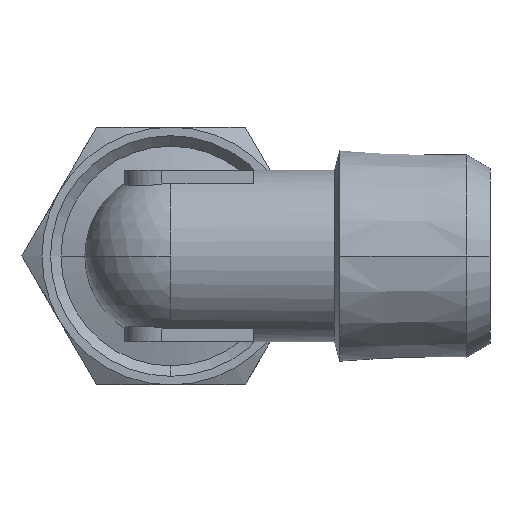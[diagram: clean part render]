
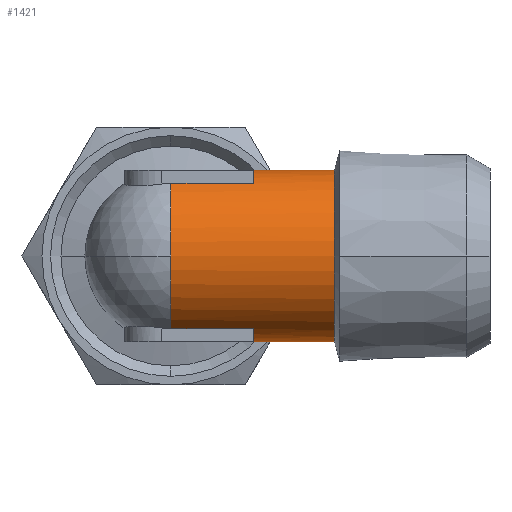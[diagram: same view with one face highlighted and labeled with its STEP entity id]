
A CAD part, left-side view. The second image highlights one B-rep face of the part: STEP entity #1421.
In plain terms, the highlighted cylindrical face has radius 7 mm (diameter 14 mm), a partial arc.
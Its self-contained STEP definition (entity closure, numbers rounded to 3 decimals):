
#58 = EDGE_LOOP ( 'NONE', ( #848, #849, #850, #851, #852, #853, #854, #855, #856 ) ) ;
#123 = FACE_OUTER_BOUND ( 'NONE', #58, .T. ) ;
#125 = CYLINDRICAL_SURFACE ( 'NONE', #1152, 7. ) ;
#358 = DIRECTION ( 'NONE',  ( 0., -1., 0. ) ) ;
#383 = CARTESIAN_POINT ( 'NONE',  ( -3.75, 0., 5.911 ) ) ;
#387 = CARTESIAN_POINT ( 'NONE',  ( 0., 13.67, 0. ) ) ;
#388 = DIRECTION ( 'NONE',  ( 0., -1., 0. ) ) ;
#389 = DIRECTION ( 'NONE',  ( 0., 0., -1. ) ) ;
#390 = DIRECTION ( 'NONE',  ( 0., 1., 0. ) ) ;
#391 = CARTESIAN_POINT ( 'NONE',  ( -3.75, 0., -5.911 ) ) ;
#392 = CARTESIAN_POINT ( 'NONE',  ( 0., 20.25, 0. ) ) ;
#393 = DIRECTION ( 'NONE',  ( 0., -1., 0. ) ) ;
#394 = DIRECTION ( 'NONE',  ( 0., 0., 1. ) ) ;
#395 = CARTESIAN_POINT ( 'NONE',  ( 0., 27., 0. ) ) ;
#396 = DIRECTION ( 'NONE',  ( 0., -1., 0. ) ) ;
#397 = DIRECTION ( 'NONE',  ( 0., 0., -1. ) ) ;
#398 = CARTESIAN_POINT ( 'NONE',  ( 0., 20.25, 0. ) ) ;
#399 = DIRECTION ( 'NONE',  ( 0., -1., 0. ) ) ;
#400 = DIRECTION ( 'NONE',  ( 0., 0., 1. ) ) ;
#469 = DIRECTION ( 'NONE',  ( 0., -1., 0. ) ) ;
#480 = EDGE_CURVE ( 'NONE', #991, #988, #1695, .T. ) ;
#481 = EDGE_CURVE ( 'NONE', #1033, #998, #1694, .T. ) ;
#482 = EDGE_CURVE ( 'NONE', #996, #1033, #1687, .T. ) ;
#483 = EDGE_CURVE ( 'NONE', #1058, #997, #1697, .T. ) ;
#484 = EDGE_CURVE ( 'NONE', #1057, #1058, #1699, .T. ) ;
#485 = EDGE_CURVE ( 'NONE', #1003, #1057, #1700, .T. ) ;
#571 = EDGE_CURVE ( 'NONE', #998, #988, #1792, .T. ) ;
#572 = EDGE_CURVE ( 'NONE', #1003, #991, #1793, .T. ) ;
#579 = EDGE_CURVE ( 'NONE', #997, #996, #1801, .T. ) ;
#644 = AXIS2_PLACEMENT_3D ( 'NONE', #387, #388, #389 ) ;
#645 = AXIS2_PLACEMENT_3D ( 'NONE', #392, #393, #394 ) ;
#646 = AXIS2_PLACEMENT_3D ( 'NONE', #395, #396, #397 ) ;
#647 = AXIS2_PLACEMENT_3D ( 'NONE', #398, #399, #400 ) ;
#691 = AXIS2_PLACEMENT_3D ( 'NONE', #2071, #469, #2072 ) ;
#848 = ORIENTED_EDGE ( 'NONE', *, *, #572, .F. ) ;
#849 = ORIENTED_EDGE ( 'NONE', *, *, #485, .T. ) ;
#850 = ORIENTED_EDGE ( 'NONE', *, *, #484, .T. ) ;
#851 = ORIENTED_EDGE ( 'NONE', *, *, #483, .T. ) ;
#852 = ORIENTED_EDGE ( 'NONE', *, *, #579, .T. ) ;
#853 = ORIENTED_EDGE ( 'NONE', *, *, #482, .T. ) ;
#854 = ORIENTED_EDGE ( 'NONE', *, *, #481, .T. ) ;
#855 = ORIENTED_EDGE ( 'NONE', *, *, #571, .T. ) ;
#856 = ORIENTED_EDGE ( 'NONE', *, *, #480, .F. ) ;
#988 = VERTEX_POINT ( 'NONE', #1556 ) ;
#991 = VERTEX_POINT ( 'NONE', #1559 ) ;
#996 = VERTEX_POINT ( 'NONE', #1564 ) ;
#997 = VERTEX_POINT ( 'NONE', #1565 ) ;
#998 = VERTEX_POINT ( 'NONE', #1566 ) ;
#1003 = VERTEX_POINT ( 'NONE', #1571 ) ;
#1033 = VERTEX_POINT ( 'NONE', #1601 ) ;
#1057 = VERTEX_POINT ( 'NONE', #1625 ) ;
#1058 = VERTEX_POINT ( 'NONE', #1626 ) ;
#1152 = AXIS2_PLACEMENT_3D ( 'NONE', #1461, #1462, #1459 ) ;
#1421 = ADVANCED_FACE ( 'NONE', ( #123 ), #125, .T. ) ;
#1459 = DIRECTION ( 'NONE',  ( 0., 0., -1. ) ) ;
#1461 = CARTESIAN_POINT ( 'NONE',  ( 0., 0., 0. ) ) ;
#1462 = DIRECTION ( 'NONE',  ( 0., -1., 0. ) ) ;
#1556 = CARTESIAN_POINT ( 'NONE',  ( 0., 13.67, -7. ) ) ;
#1559 = CARTESIAN_POINT ( 'NONE',  ( 0., 13.67, 7. ) ) ;
#1564 = CARTESIAN_POINT ( 'NONE',  ( -3.75, 27., -5.911 ) ) ;
#1565 = CARTESIAN_POINT ( 'NONE',  ( -7., 27., 0. ) ) ;
#1566 = CARTESIAN_POINT ( 'NONE',  ( 0., 20.25, -7. ) ) ;
#1571 = CARTESIAN_POINT ( 'NONE',  ( 0., 20.25, 7. ) ) ;
#1601 = CARTESIAN_POINT ( 'NONE',  ( -3.75, 20.25, -5.911 ) ) ;
#1625 = CARTESIAN_POINT ( 'NONE',  ( -3.75, 20.25, 5.911 ) ) ;
#1626 = CARTESIAN_POINT ( 'NONE',  ( -3.75, 27., 5.911 ) ) ;
#1687 = LINE ( 'NONE', #391, #1698 ) ;
#1694 = CIRCLE ( 'NONE', #645, 7. ) ;
#1695 = CIRCLE ( 'NONE', #644, 7. ) ;
#1697 = CIRCLE ( 'NONE', #646, 7. ) ;
#1698 = VECTOR ( 'NONE', #358, 1000. ) ;
#1699 = LINE ( 'NONE', #383, #1701 ) ;
#1700 = CIRCLE ( 'NONE', #647, 7. ) ;
#1701 = VECTOR ( 'NONE', #390, 1000. ) ;
#1792 = LINE ( 'NONE', #2021, #1794 ) ;
#1793 = LINE ( 'NONE', #2035, #1796 ) ;
#1794 = VECTOR ( 'NONE', #2026, 1000. ) ;
#1796 = VECTOR ( 'NONE', #2036, 1000. ) ;
#1801 = CIRCLE ( 'NONE', #691, 7. ) ;
#2021 = CARTESIAN_POINT ( 'NONE',  ( 0., 0., -7. ) ) ;
#2026 = DIRECTION ( 'NONE',  ( 0., -1., 0. ) ) ;
#2035 = CARTESIAN_POINT ( 'NONE',  ( 0., 0., 7. ) ) ;
#2036 = DIRECTION ( 'NONE',  ( 0., -1., 0. ) ) ;
#2071 = CARTESIAN_POINT ( 'NONE',  ( 0., 27., 0. ) ) ;
#2072 = DIRECTION ( 'NONE',  ( 0., 0., -1. ) ) ;
